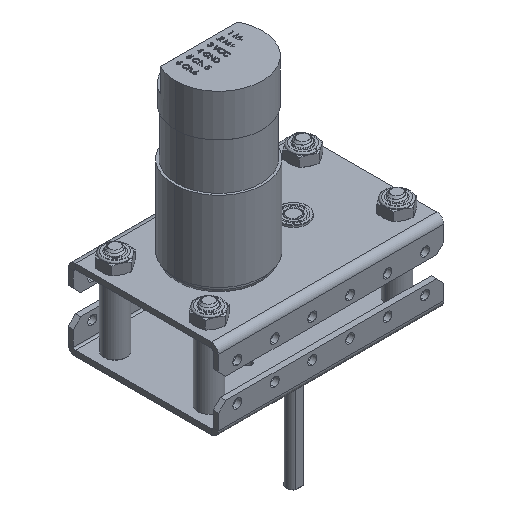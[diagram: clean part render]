
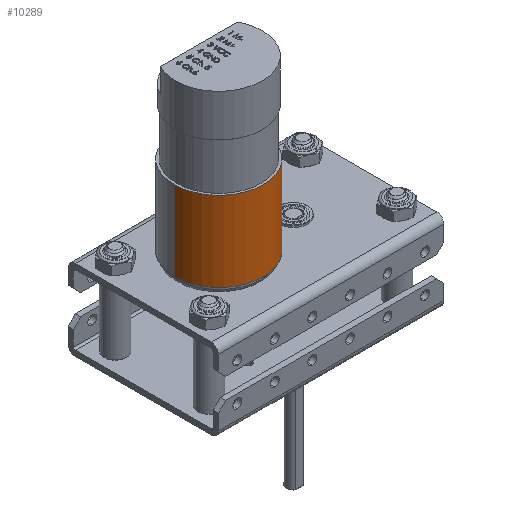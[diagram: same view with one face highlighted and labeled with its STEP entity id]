
A CAD part, isometric view. The second image highlights one B-rep face of the part: STEP entity #10289.
In plain terms, the highlighted cylindrical face has radius 19 mm (diameter 38 mm), a partial arc.
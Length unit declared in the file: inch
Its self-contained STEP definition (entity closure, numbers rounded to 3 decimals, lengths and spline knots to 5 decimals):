
#149 = AXIS2_PLACEMENT_3D ( 'NONE', #47374, #1459, #70465 ) ;
#1303 = DIRECTION ( 'NONE',  ( -1., 0., 0. ) ) ;
#1459 = DIRECTION ( 'NONE',  ( 0., 0., -1. ) ) ;
#2641 = VECTOR ( 'NONE', #29821, 39.37008 ) ;
#4673 = EDGE_LOOP ( 'NONE', ( #49877, #48266, #52369, #13292 ) ) ;
#4807 = DIRECTION ( 'NONE',  ( -1., 0., 0. ) ) ;
#7137 = CIRCLE ( 'NONE', #55754, 0.74803 ) ;
#10289 = ADVANCED_FACE ( 'NONE', ( #34746 ), #10545, .T. ) ;
#10545 = CYLINDRICAL_SURFACE ( 'NONE', #149, 0.74803 ) ;
#12633 = LINE ( 'NONE', #44336, #29692 ) ;
#13292 = ORIENTED_EDGE ( 'NONE', *, *, #34040, .F. ) ;
#14185 = EDGE_CURVE ( 'NONE', #67098, #32978, #12633, .T. ) ;
#16825 = DIRECTION ( 'NONE',  ( 0., 0., -1. ) ) ;
#18594 = EDGE_CURVE ( 'NONE', #60283, #20018, #58265, .T. ) ;
#20018 = VERTEX_POINT ( 'NONE', #24389 ) ;
#20562 = CARTESIAN_POINT ( 'NONE',  ( -0.74803, 0., -0.11811 ) ) ;
#24389 = CARTESIAN_POINT ( 'NONE',  ( 0.74803, 0., -1.45669 ) ) ;
#29692 = VECTOR ( 'NONE', #16825, 39.37008 ) ;
#29821 = DIRECTION ( 'NONE',  ( 0., 0., -1. ) ) ;
#29968 = DIRECTION ( 'NONE',  ( 0., 0., -1. ) ) ;
#32978 = VERTEX_POINT ( 'NONE', #54275 ) ;
#34028 = CARTESIAN_POINT ( 'NONE',  ( 0.74803, 0., -0.11811 ) ) ;
#34040 = EDGE_CURVE ( 'NONE', #20018, #32978, #49751, .T. ) ;
#34746 = FACE_OUTER_BOUND ( 'NONE', #4673, .T. ) ;
#44336 = CARTESIAN_POINT ( 'NONE',  ( -0.74803, 0., -0.11811 ) ) ;
#47374 = CARTESIAN_POINT ( 'NONE',  ( 0., 0., -0.11811 ) ) ;
#47808 = CARTESIAN_POINT ( 'NONE',  ( 0.74803, 0., -0.11811 ) ) ;
#48266 = ORIENTED_EDGE ( 'NONE', *, *, #54887, .T. ) ;
#49751 = CIRCLE ( 'NONE', #61719, 0.74803 ) ;
#49877 = ORIENTED_EDGE ( 'NONE', *, *, #18594, .F. ) ;
#52369 = ORIENTED_EDGE ( 'NONE', *, *, #14185, .T. ) ;
#54275 = CARTESIAN_POINT ( 'NONE',  ( -0.74803, 0., -1.45669 ) ) ;
#54887 = EDGE_CURVE ( 'NONE', #60283, #67098, #7137, .T. ) ;
#55754 = AXIS2_PLACEMENT_3D ( 'NONE', #61660, #74293, #4807 ) ;
#58265 = LINE ( 'NONE', #47808, #2641 ) ;
#58493 = CARTESIAN_POINT ( 'NONE',  ( 0., 0., -1.45669 ) ) ;
#60283 = VERTEX_POINT ( 'NONE', #34028 ) ;
#61660 = CARTESIAN_POINT ( 'NONE',  ( 0., 0., -0.11811 ) ) ;
#61719 = AXIS2_PLACEMENT_3D ( 'NONE', #58493, #29968, #1303 ) ;
#67098 = VERTEX_POINT ( 'NONE', #20562 ) ;
#70465 = DIRECTION ( 'NONE',  ( -1., 0., 0. ) ) ;
#74293 = DIRECTION ( 'NONE',  ( 0., 0., -1. ) ) ;
